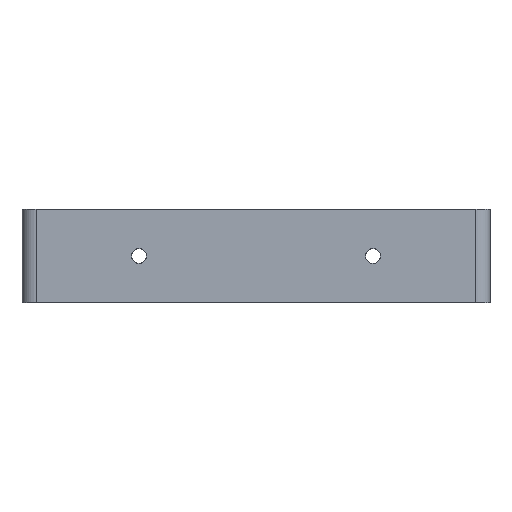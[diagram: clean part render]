
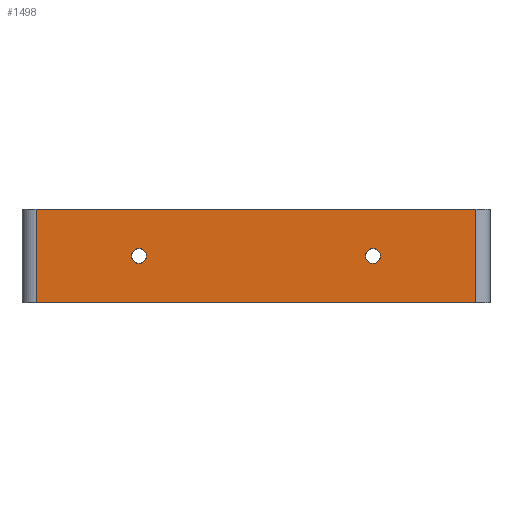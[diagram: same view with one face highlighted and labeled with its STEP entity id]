
A CAD part, left-side view. The second image highlights one B-rep face of the part: STEP entity #1498.
In plain terms, the highlighted planar face has unit normal (-1, 0, 0).
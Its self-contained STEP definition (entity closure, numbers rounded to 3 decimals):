
#66=FACE_BOUND('',#199,.T.);
#67=FACE_BOUND('',#200,.T.);
#79=PLANE('',#1596);
#117=FACE_OUTER_BOUND('',#198,.T.);
#198=EDGE_LOOP('',(#1002,#1003,#1004,#1005));
#199=EDGE_LOOP('',(#1006));
#200=EDGE_LOOP('',(#1007));
#290=LINE('',#2179,#417);
#291=LINE('',#2182,#418);
#295=LINE('',#2192,#422);
#296=LINE('',#2193,#423);
#417=VECTOR('',#1750,10.);
#418=VECTOR('',#1753,10.);
#422=VECTOR('',#1761,10.);
#423=VECTOR('',#1762,10.);
#546=CIRCLE('',#1597,1.6);
#547=CIRCLE('',#1598,1.6);
#607=VERTEX_POINT('',#2172);
#610=VERTEX_POINT('',#2177);
#611=VERTEX_POINT('',#2181);
#615=VERTEX_POINT('',#2191);
#616=VERTEX_POINT('',#2194);
#617=VERTEX_POINT('',#2196);
#761=EDGE_CURVE('',#610,#607,#290,.T.);
#762=EDGE_CURVE('',#611,#607,#291,.T.);
#767=EDGE_CURVE('',#615,#610,#295,.T.);
#768=EDGE_CURVE('',#611,#615,#296,.T.);
#769=EDGE_CURVE('',#616,#616,#546,.T.);
#770=EDGE_CURVE('',#617,#617,#547,.T.);
#1002=ORIENTED_EDGE('',*,*,#761,.F.);
#1003=ORIENTED_EDGE('',*,*,#767,.F.);
#1004=ORIENTED_EDGE('',*,*,#768,.F.);
#1005=ORIENTED_EDGE('',*,*,#762,.T.);
#1006=ORIENTED_EDGE('',*,*,#769,.T.);
#1007=ORIENTED_EDGE('',*,*,#770,.T.);
#1498=ADVANCED_FACE('',(#117,#66,#67),#79,.T.);
#1596=AXIS2_PLACEMENT_3D('',#2190,#1759,#1760);
#1597=AXIS2_PLACEMENT_3D('',#2195,#1763,#1764);
#1598=AXIS2_PLACEMENT_3D('',#2197,#1765,#1766);
#1750=DIRECTION('',(0.,0.,1.));
#1753=DIRECTION('',(0.,1.,0.));
#1759=DIRECTION('center_axis',(-1.,0.,0.));
#1760=DIRECTION('ref_axis',(0.,0.,1.));
#1761=DIRECTION('',(0.,1.,0.));
#1762=DIRECTION('',(0.,0.,-1.));
#1763=DIRECTION('center_axis',(1.,0.,0.));
#1764=DIRECTION('ref_axis',(0.,-1.,0.));
#1765=DIRECTION('center_axis',(1.,0.,0.));
#1766=DIRECTION('ref_axis',(0.,-1.,0.));
#2172=CARTESIAN_POINT('',(0.,97.,20.));
#2177=CARTESIAN_POINT('',(0.,97.,0.));
#2179=CARTESIAN_POINT('',(0.,97.,5.));
#2181=CARTESIAN_POINT('',(0.,3.,20.));
#2182=CARTESIAN_POINT('',(0.,0.,20.));
#2190=CARTESIAN_POINT('Origin',(0.,0.,0.));
#2191=CARTESIAN_POINT('',(0.,3.,0.));
#2192=CARTESIAN_POINT('',(0.,0.,0.));
#2193=CARTESIAN_POINT('',(0.,3.,5.));
#2194=CARTESIAN_POINT('',(0.,76.6,10.));
#2195=CARTESIAN_POINT('Origin',(0.,75.,10.));
#2196=CARTESIAN_POINT('',(0.,26.6,10.));
#2197=CARTESIAN_POINT('Origin',(0.,25.,10.));
